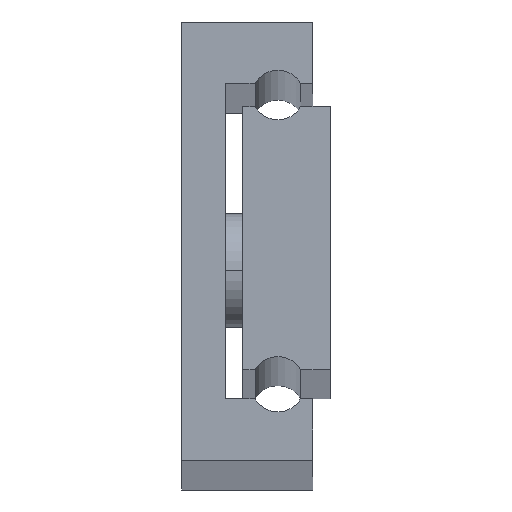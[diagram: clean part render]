
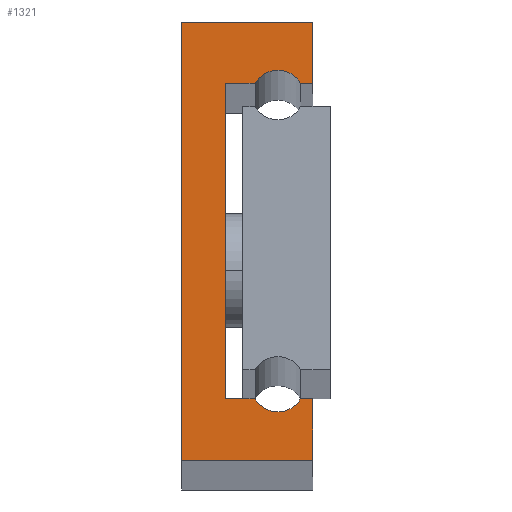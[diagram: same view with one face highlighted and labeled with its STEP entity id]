
A CAD part, top view. The second image highlights one B-rep face of the part: STEP entity #1321.
In plain terms, the highlighted planar face has unit normal (0, 0, 1).
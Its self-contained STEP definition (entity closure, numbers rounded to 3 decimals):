
#114 = LINE ( 'NONE', #2068, #1208 ) ;
#148 = ORIENTED_EDGE ( 'NONE', *, *, #1145, .T. ) ;
#166 = CARTESIAN_POINT ( 'NONE',  ( 8.402, 7., 975. ) ) ;
#174 = CARTESIAN_POINT ( 'NONE',  ( 13.598, 7., 975. ) ) ;
#182 = VERTEX_POINT ( 'NONE', #1787 ) ;
#196 = CARTESIAN_POINT ( 'NONE',  ( 15., 50., 975. ) ) ;
#209 = LINE ( 'NONE', #861, #1281 ) ;
#226 = VECTOR ( 'NONE', #450, 1000. ) ;
#265 = LINE ( 'NONE', #951, #1279 ) ;
#276 = DIRECTION ( 'NONE',  ( -1., 0., 0. ) ) ;
#284 = CARTESIAN_POINT ( 'NONE',  ( 5., 43., 975. ) ) ;
#293 = DIRECTION ( 'NONE',  ( 0., 1., 0. ) ) ;
#304 = LINE ( 'NONE', #1821, #718 ) ;
#312 = VERTEX_POINT ( 'NONE', #284 ) ;
#317 = DIRECTION ( 'NONE',  ( 0., 0., -1. ) ) ;
#322 = VERTEX_POINT ( 'NONE', #2069 ) ;
#343 = CARTESIAN_POINT ( 'NONE',  ( 15., 43., 975. ) ) ;
#346 = ORIENTED_EDGE ( 'NONE', *, *, #1454, .T. ) ;
#369 = LINE ( 'NONE', #731, #712 ) ;
#377 = CARTESIAN_POINT ( 'NONE',  ( 5., 7., 975. ) ) ;
#396 = VERTEX_POINT ( 'NONE', #1681 ) ;
#399 = VERTEX_POINT ( 'NONE', #1162 ) ;
#410 = VECTOR ( 'NONE', #293, 1000. ) ;
#419 = CARTESIAN_POINT ( 'NONE',  ( 0., 0., 975. ) ) ;
#435 = CIRCLE ( 'NONE', #1354, 3. ) ;
#450 = DIRECTION ( 'NONE',  ( 0., 1., 0. ) ) ;
#468 = CARTESIAN_POINT ( 'NONE',  ( 5., 7., 975. ) ) ;
#474 = CARTESIAN_POINT ( 'NONE',  ( 15., 0., 975. ) ) ;
#503 = CARTESIAN_POINT ( 'NONE',  ( 15., 50., 975. ) ) ;
#525 = DIRECTION ( 'NONE',  ( 0., 0., -1. ) ) ;
#527 = DIRECTION ( 'NONE',  ( 1., 0., 0. ) ) ;
#559 = VERTEX_POINT ( 'NONE', #377 ) ;
#603 = EDGE_CURVE ( 'NONE', #559, #312, #1735, .T. ) ;
#617 = LINE ( 'NONE', #1933, #752 ) ;
#677 = VERTEX_POINT ( 'NONE', #1789 ) ;
#681 = DIRECTION ( 'NONE',  ( 1., 0., 0. ) ) ;
#685 = AXIS2_PLACEMENT_3D ( 'NONE', #1637, #317, #681 ) ;
#706 = CARTESIAN_POINT ( 'NONE',  ( 8.402, 43., 975. ) ) ;
#712 = VECTOR ( 'NONE', #1718, 1000. ) ;
#718 = VECTOR ( 'NONE', #801, 1000. ) ;
#727 = ORIENTED_EDGE ( 'NONE', *, *, #1347, .T. ) ;
#731 = CARTESIAN_POINT ( 'NONE',  ( 8.402, 7., 975. ) ) ;
#752 = VECTOR ( 'NONE', #1966, 1000. ) ;
#778 = CARTESIAN_POINT ( 'NONE',  ( 11., 41.5, 975. ) ) ;
#801 = DIRECTION ( 'NONE',  ( 0., -1., 0. ) ) ;
#861 = CARTESIAN_POINT ( 'NONE',  ( 0., 50., 975. ) ) ;
#876 = EDGE_CURVE ( 'NONE', #677, #1788, #265, .T. ) ;
#882 = DIRECTION ( 'NONE',  ( -1., 0., 0. ) ) ;
#899 = VECTOR ( 'NONE', #901, 1000. ) ;
#901 = DIRECTION ( 'NONE',  ( 0., 1., 0. ) ) ;
#902 = EDGE_CURVE ( 'NONE', #1896, #399, #435, .T. ) ;
#925 = EDGE_CURVE ( 'NONE', #1788, #1529, #1983, .T. ) ;
#932 = VECTOR ( 'NONE', #527, 1000. ) ;
#951 = CARTESIAN_POINT ( 'NONE',  ( 15., 7., 975. ) ) ;
#1006 = ORIENTED_EDGE ( 'NONE', *, *, #2132, .T. ) ;
#1007 = EDGE_CURVE ( 'NONE', #399, #182, #1854, .T. ) ;
#1051 = EDGE_CURVE ( 'NONE', #1549, #322, #209, .T. ) ;
#1096 = ORIENTED_EDGE ( 'NONE', *, *, #1051, .T. ) ;
#1145 = EDGE_CURVE ( 'NONE', #312, #1896, #617, .T. ) ;
#1162 = CARTESIAN_POINT ( 'NONE',  ( 13.598, 43., 975. ) ) ;
#1185 = LINE ( 'NONE', #196, #899 ) ;
#1208 = VECTOR ( 'NONE', #1255, 1000. ) ;
#1220 = CARTESIAN_POINT ( 'NONE',  ( 11., 41.5, 975. ) ) ;
#1255 = DIRECTION ( 'NONE',  ( 1., 0., 0. ) ) ;
#1265 = ORIENTED_EDGE ( 'NONE', *, *, #1334, .T. ) ;
#1279 = VECTOR ( 'NONE', #276, 1000. ) ;
#1281 = VECTOR ( 'NONE', #882, 1000. ) ;
#1288 = ORIENTED_EDGE ( 'NONE', *, *, #1007, .T. ) ;
#1289 = DIRECTION ( 'NONE',  ( -1., 0., 0. ) ) ;
#1321 = ADVANCED_FACE ( 'NONE', ( #1879 ), #1705, .F. ) ;
#1334 = EDGE_CURVE ( 'NONE', #182, #1549, #1185, .T. ) ;
#1345 = LINE ( 'NONE', #474, #410 ) ;
#1347 = EDGE_CURVE ( 'NONE', #1529, #559, #369, .T. ) ;
#1354 = AXIS2_PLACEMENT_3D ( 'NONE', #778, #1459, #1289 ) ;
#1372 = ORIENTED_EDGE ( 'NONE', *, *, #2060, .T. ) ;
#1428 = AXIS2_PLACEMENT_3D ( 'NONE', #1220, #525, #1737 ) ;
#1454 = EDGE_CURVE ( 'NONE', #1654, #396, #114, .T. ) ;
#1459 = DIRECTION ( 'NONE',  ( 0., 0., -1. ) ) ;
#1529 = VERTEX_POINT ( 'NONE', #166 ) ;
#1549 = VERTEX_POINT ( 'NONE', #503 ) ;
#1637 = CARTESIAN_POINT ( 'NONE',  ( 11., 8.5, 975. ) ) ;
#1654 = VERTEX_POINT ( 'NONE', #419 ) ;
#1681 = CARTESIAN_POINT ( 'NONE',  ( 15., 0., 975. ) ) ;
#1705 = PLANE ( 'NONE',  #1428 ) ;
#1718 = DIRECTION ( 'NONE',  ( -1., 0., 0. ) ) ;
#1735 = LINE ( 'NONE', #468, #226 ) ;
#1737 = DIRECTION ( 'NONE',  ( -1., 0., 0. ) ) ;
#1787 = CARTESIAN_POINT ( 'NONE',  ( 15., 43., 975. ) ) ;
#1788 = VERTEX_POINT ( 'NONE', #174 ) ;
#1789 = CARTESIAN_POINT ( 'NONE',  ( 15., 7., 975. ) ) ;
#1821 = CARTESIAN_POINT ( 'NONE',  ( 0., 0., 975. ) ) ;
#1854 = LINE ( 'NONE', #343, #932 ) ;
#1867 = ORIENTED_EDGE ( 'NONE', *, *, #925, .T. ) ;
#1879 = FACE_OUTER_BOUND ( 'NONE', #2114, .T. ) ;
#1894 = ORIENTED_EDGE ( 'NONE', *, *, #876, .T. ) ;
#1896 = VERTEX_POINT ( 'NONE', #706 ) ;
#1933 = CARTESIAN_POINT ( 'NONE',  ( 8.402, 43., 975. ) ) ;
#1966 = DIRECTION ( 'NONE',  ( 1., 0., 0. ) ) ;
#1983 = CIRCLE ( 'NONE', #685, 3. ) ;
#2060 = EDGE_CURVE ( 'NONE', #396, #677, #1345, .T. ) ;
#2068 = CARTESIAN_POINT ( 'NONE',  ( 0., 0., 975. ) ) ;
#2069 = CARTESIAN_POINT ( 'NONE',  ( 0., 50., 975. ) ) ;
#2110 = ORIENTED_EDGE ( 'NONE', *, *, #902, .T. ) ;
#2114 = EDGE_LOOP ( 'NONE', ( #1006, #346, #1372, #1894, #1867, #727, #2149, #148, #2110, #1288, #1265, #1096 ) ) ;
#2132 = EDGE_CURVE ( 'NONE', #322, #1654, #304, .T. ) ;
#2149 = ORIENTED_EDGE ( 'NONE', *, *, #603, .T. ) ;
